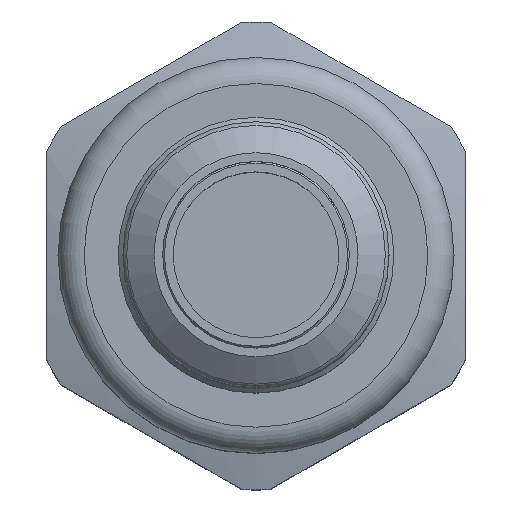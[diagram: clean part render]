
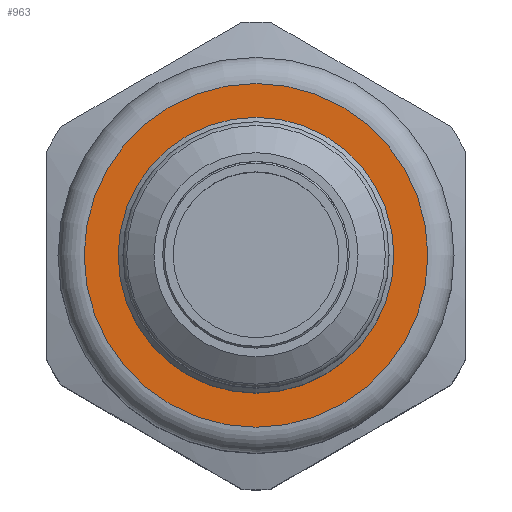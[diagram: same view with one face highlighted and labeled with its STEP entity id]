
A CAD part, top view. The second image highlights one B-rep face of the part: STEP entity #963.
In plain terms, the highlighted planar face has unit normal (0, 0, 1).
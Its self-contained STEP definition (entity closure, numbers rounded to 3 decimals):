
#224=FACE_BOUND('',#318,.T.);
#250=FACE_OUTER_BOUND('',#317,.T.);
#317=EDGE_LOOP('',(#722));
#318=EDGE_LOOP('',(#723));
#390=CIRCLE('',#1068,7.9);
#394=CIRCLE('',#1074,9.85);
#464=VERTEX_POINT('',#1556);
#468=VERTEX_POINT('',#1568);
#558=EDGE_CURVE('',#464,#464,#390,.T.);
#563=EDGE_CURVE('',#468,#468,#394,.T.);
#722=ORIENTED_EDGE('',*,*,#563,.F.);
#723=ORIENTED_EDGE('',*,*,#558,.T.);
#931=PLANE('',#1073);
#963=ADVANCED_FACE('',(#250,#224),#931,.F.);
#1068=AXIS2_PLACEMENT_3D('',#1558,#1256,#1257);
#1073=AXIS2_PLACEMENT_3D('',#1567,#1267,#1268);
#1074=AXIS2_PLACEMENT_3D('',#1569,#1269,#1270);
#1256=DIRECTION('center_axis',(0.,0.,-1.));
#1257=DIRECTION('ref_axis',(1.,0.,0.));
#1267=DIRECTION('center_axis',(0.,0.,-1.));
#1268=DIRECTION('ref_axis',(-1.,0.,0.));
#1269=DIRECTION('center_axis',(0.,0.,-1.));
#1270=DIRECTION('ref_axis',(0.,-1.,0.));
#1556=CARTESIAN_POINT('',(0.,-7.9,10.2));
#1558=CARTESIAN_POINT('Origin',(0.,0.,10.2));
#1567=CARTESIAN_POINT('Origin',(0.,7.9,10.2));
#1568=CARTESIAN_POINT('',(9.85,0.,10.2));
#1569=CARTESIAN_POINT('Origin',(0.,0.,10.2));
